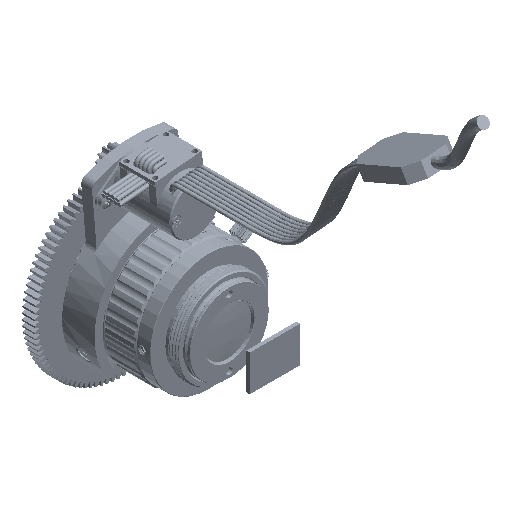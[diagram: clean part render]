
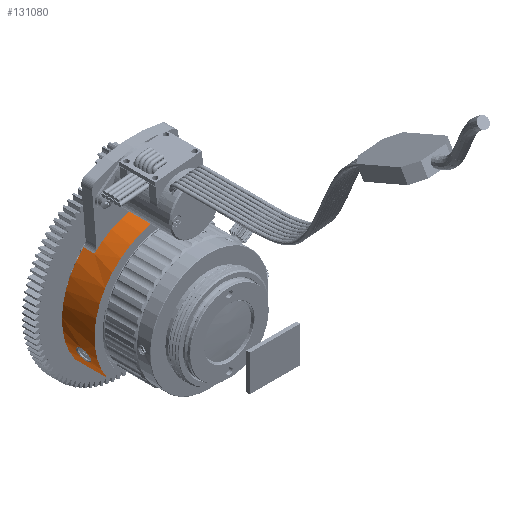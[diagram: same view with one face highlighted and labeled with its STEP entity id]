
A CAD part, isometric view. The second image highlights one B-rep face of the part: STEP entity #131080.
In plain terms, the highlighted cylindrical face has radius 20 mm (diameter 40 mm), a partial arc.
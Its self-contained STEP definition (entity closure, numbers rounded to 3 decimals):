
#131042 = EDGE_CURVE('',#131043,#131045,#131047,.T.);
#131043 = VERTEX_POINT('',#131044);
#131044 = CARTESIAN_POINT('',(11.742,16.191,16.));
#131045 = VERTEX_POINT('',#131046);
#131046 = CARTESIAN_POINT('',(11.742,16.191,10.));
#131047 = LINE('',#131048,#131049);
#131048 = CARTESIAN_POINT('',(11.742,16.191,16.));
#131049 = VECTOR('',#131050,1.);
#131050 = DIRECTION('',(0.,0.,-1.));
#131080 = ADVANCED_FACE('',(#131081,#131125),#131171,.T.);
#131081 = FACE_BOUND('',#131082,.T.);
#131082 = EDGE_LOOP('',(#131083,#131094,#131102,#131109,#131110,#131119)
  );
#131083 = ORIENTED_EDGE('',*,*,#131084,.T.);
#131084 = EDGE_CURVE('',#131085,#131087,#131089,.T.);
#131085 = VERTEX_POINT('',#131086);
#131086 = CARTESIAN_POINT('',(18.736,6.997,19.));
#131087 = VERTEX_POINT('',#131088);
#131088 = CARTESIAN_POINT('',(10.,-17.321,19.));
#131089 = CIRCLE('',#131090,20.);
#131090 = AXIS2_PLACEMENT_3D('',#131091,#131092,#131093);
#131091 = CARTESIAN_POINT('',(0.,0.,19.));
#131092 = DIRECTION('',(0.,0.,-1.));
#131093 = DIRECTION('',(0.937,0.35,0.));
#131094 = ORIENTED_EDGE('',*,*,#131095,.F.);
#131095 = EDGE_CURVE('',#131096,#131087,#131098,.T.);
#131096 = VERTEX_POINT('',#131097);
#131097 = CARTESIAN_POINT('',(10.,-17.321,10.));
#131098 = LINE('',#131099,#131100);
#131099 = CARTESIAN_POINT('',(10.,-17.321,10.));
#131100 = VECTOR('',#131101,1.);
#131101 = DIRECTION('',(0.,0.,1.));
#131102 = ORIENTED_EDGE('',*,*,#131103,.F.);
#131103 = EDGE_CURVE('',#131045,#131096,#131104,.T.);
#131104 = CIRCLE('',#131105,20.);
#131105 = AXIS2_PLACEMENT_3D('',#131106,#131107,#131108);
#131106 = CARTESIAN_POINT('',(0.,0.,10.));
#131107 = DIRECTION('',(0.,0.,-1.));
#131108 = DIRECTION('',(0.587,0.81,0.));
#131109 = ORIENTED_EDGE('',*,*,#131042,.F.);
#131110 = ORIENTED_EDGE('',*,*,#131111,.T.);
#131111 = EDGE_CURVE('',#131043,#131112,#131114,.T.);
#131112 = VERTEX_POINT('',#131113);
#131113 = CARTESIAN_POINT('',(18.736,6.997,16.));
#131114 = CIRCLE('',#131115,20.);
#131115 = AXIS2_PLACEMENT_3D('',#131116,#131117,#131118);
#131116 = CARTESIAN_POINT('',(0.,0.,16.));
#131117 = DIRECTION('',(0.,0.,-1.));
#131118 = DIRECTION('',(0.587,0.81,0.));
#131119 = ORIENTED_EDGE('',*,*,#131120,.F.);
#131120 = EDGE_CURVE('',#131085,#131112,#131121,.T.);
#131121 = LINE('',#131122,#131123);
#131122 = CARTESIAN_POINT('',(18.736,6.997,19.));
#131123 = VECTOR('',#131124,1.);
#131124 = DIRECTION('',(0.,0.,-1.));
#131125 = FACE_BOUND('',#131126,.T.);
#131126 = EDGE_LOOP('',(#131127,#131151));
#131127 = ORIENTED_EDGE('',*,*,#131128,.T.);
#131128 = EDGE_CURVE('',#131129,#131131,#131133,.T.);
#131129 = VERTEX_POINT('',#131130);
#131130 = CARTESIAN_POINT('',(14.142,-14.142,
    12.2));
#131131 = VERTEX_POINT('',#131132);
#131132 = CARTESIAN_POINT('',(14.142,-14.142,
    16.2));
#131133 = B_SPLINE_CURVE_WITH_KNOTS('',3,(#131134,#131135,#131136,
    #131137,#131138,#131139,#131140,#131141,#131142,#131143,#131144,
    #131145,#131146,#131147,#131148,#131149,#131150),.UNSPECIFIED.,.F.,
  .F.,(4,1,1,1,1,1,1,1,1,1,1,1,1,1,4),(0.,0.071,
    0.143,0.214,0.286,0.357,
    0.429,0.5,0.571,0.643,0.714,
    0.786,0.857,0.929,1.),.UNSPECIFIED.);
#131134 = CARTESIAN_POINT('',(14.142,-14.142,
    12.2));
#131135 = CARTESIAN_POINT('',(14.032,-14.252,
    12.2));
#131136 = CARTESIAN_POINT('',(13.817,-14.462,
    12.234));
#131137 = CARTESIAN_POINT('',(13.498,-14.76,
    12.386));
#131138 = CARTESIAN_POINT('',(13.21,-15.018,
    12.63));
#131139 = CARTESIAN_POINT('',(12.967,-15.228,
    12.95));
#131140 = CARTESIAN_POINT('',(12.782,-15.383,
    13.332));
#131141 = CARTESIAN_POINT('',(12.667,-15.477,
    13.755));
#131142 = CARTESIAN_POINT('',(12.628,-15.509,
    14.2));
#131143 = CARTESIAN_POINT('',(12.667,-15.477,
    14.646));
#131144 = CARTESIAN_POINT('',(12.783,-15.382,
    15.069));
#131145 = CARTESIAN_POINT('',(12.967,-15.228,
    15.45));
#131146 = CARTESIAN_POINT('',(13.21,-15.018,
    15.771));
#131147 = CARTESIAN_POINT('',(13.498,-14.76,
    16.014));
#131148 = CARTESIAN_POINT('',(13.817,-14.462,
    16.166));
#131149 = CARTESIAN_POINT('',(14.032,-14.252,
    16.2));
#131150 = CARTESIAN_POINT('',(14.142,-14.142,
    16.2));
#131151 = ORIENTED_EDGE('',*,*,#131152,.T.);
#131152 = EDGE_CURVE('',#131131,#131129,#131153,.T.);
#131153 = B_SPLINE_CURVE_WITH_KNOTS('',3,(#131154,#131155,#131156,
    #131157,#131158,#131159,#131160,#131161,#131162,#131163,#131164,
    #131165,#131166,#131167,#131168,#131169,#131170),.UNSPECIFIED.,.F.,
  .F.,(4,1,1,1,1,1,1,1,1,1,1,1,1,1,4),(0.,0.071,
    0.143,0.214,0.286,0.357,
    0.429,0.5,0.571,0.643,0.714,
    0.786,0.857,0.929,1.),.UNSPECIFIED.);
#131154 = CARTESIAN_POINT('',(14.142,-14.142,
    16.2));
#131155 = CARTESIAN_POINT('',(14.245,-14.039,
    16.2));
#131156 = CARTESIAN_POINT('',(14.448,-13.832,
    16.17));
#131157 = CARTESIAN_POINT('',(14.746,-13.513,
    16.024));
#131158 = CARTESIAN_POINT('',(15.011,-13.218,
    15.78));
#131159 = CARTESIAN_POINT('',(15.226,-12.969,
    15.455));
#131160 = CARTESIAN_POINT('',(15.381,-12.784,
    15.072));
#131161 = CARTESIAN_POINT('',(15.477,-12.668,
    14.649));
#131162 = CARTESIAN_POINT('',(15.509,-12.628,
    14.201));
#131163 = CARTESIAN_POINT('',(15.477,-12.668,
    13.753));
#131164 = CARTESIAN_POINT('',(15.382,-12.783,
    13.33));
#131165 = CARTESIAN_POINT('',(15.227,-12.968,
    12.947));
#131166 = CARTESIAN_POINT('',(15.012,-13.216,
    12.622));
#131167 = CARTESIAN_POINT('',(14.748,-13.511,
    12.378));
#131168 = CARTESIAN_POINT('',(14.449,-13.831,
    12.231));
#131169 = CARTESIAN_POINT('',(14.246,-14.038,
    12.2));
#131170 = CARTESIAN_POINT('',(14.142,-14.142,
    12.2));
#131171 = CYLINDRICAL_SURFACE('',#131172,20.);
#131172 = AXIS2_PLACEMENT_3D('',#131173,#131174,#131175);
#131173 = CARTESIAN_POINT('',(0.,0.,19.));
#131174 = DIRECTION('',(0.,0.,-1.));
#131175 = DIRECTION('',(-1.,0.,0.));
